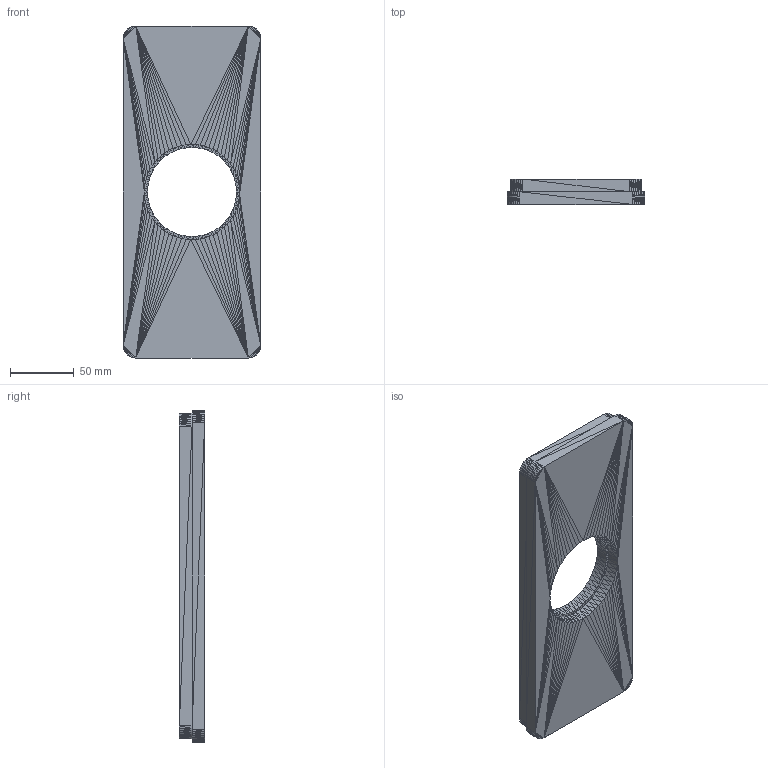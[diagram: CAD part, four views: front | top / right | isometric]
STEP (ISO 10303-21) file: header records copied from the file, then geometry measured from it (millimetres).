
FILE_DESCRIPTION(('STEP AP214'),'1');
FILE_NAME('result.stp','2026-01-20T19:50:20',(' '),(' '),'Spatial InterOp 3D',' ',' ');
FILE_SCHEMA(('automotive_design'));
Length unit declared in the file: metre
Products named in the file (1): Root
Bounding box: 108.6 x 20 x 261.4 mm (x, y, z)
Surface area: 77136.2 mm2 (no closed solid volume)
Topology: 0 solids, 1240 shells, 1240 faces, 3720 edges, 620 vertices
Faces by surface type: plane 1240
Entity records: 38464 total; most frequent: DIRECTION 6202, ORIENTED_EDGE 3720, EDGE_CURVE 3720, LINE 3720, VECTOR 3720, AXIS2_PLACEMENT_3D 1241, STYLED_ITEM 1240, PRESENTATION_STYLE_ASSIGNMENT 1240
